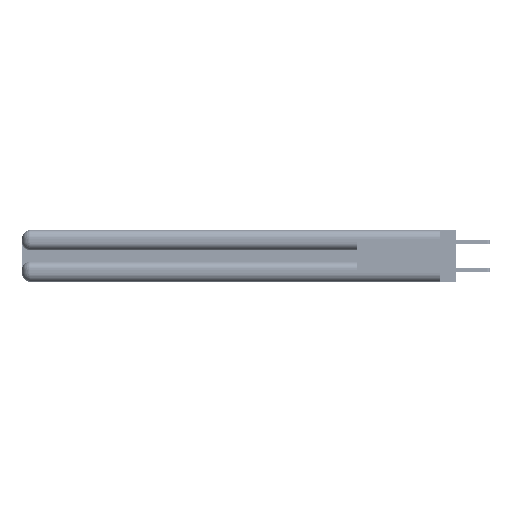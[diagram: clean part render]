
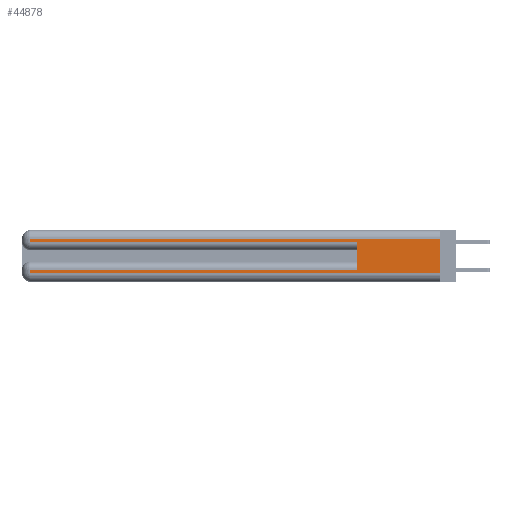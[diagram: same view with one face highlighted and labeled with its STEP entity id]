
A CAD part, left-side view. The second image highlights one B-rep face of the part: STEP entity #44878.
In plain terms, the highlighted planar face has unit normal (-1, 0, 0).
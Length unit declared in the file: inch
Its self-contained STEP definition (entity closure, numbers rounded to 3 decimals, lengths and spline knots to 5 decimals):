
#495 = LINE ( 'NONE', #19229, #16218 ) ;
#1619 = CARTESIAN_POINT ( 'NONE',  ( 0., 2.94, 0.285 ) ) ;
#1726 = VERTEX_POINT ( 'NONE', #12597 ) ;
#2158 = CARTESIAN_POINT ( 'NONE',  ( 0., 0., 0.285 ) ) ;
#2280 = DIRECTION ( 'NONE',  ( 0., 0., -1. ) ) ;
#5220 = EDGE_CURVE ( 'NONE', #6885, #8800, #495, .T. ) ;
#5347 = ORIENTED_EDGE ( 'NONE', *, *, #14534, .T. ) ;
#5384 = VECTOR ( 'NONE', #35499, 39.37008 ) ;
#5698 = LINE ( 'NONE', #37119, #32167 ) ;
#6508 = CARTESIAN_POINT ( 'NONE',  ( 0., 0., 0.37 ) ) ;
#6885 = VERTEX_POINT ( 'NONE', #36452 ) ;
#8588 = CARTESIAN_POINT ( 'NONE',  ( 0., 0., 0.37 ) ) ;
#8708 = VERTEX_POINT ( 'NONE', #24275 ) ;
#8800 = VERTEX_POINT ( 'NONE', #29761 ) ;
#9002 = ORIENTED_EDGE ( 'NONE', *, *, #18341, .T. ) ;
#10330 = ORIENTED_EDGE ( 'NONE', *, *, #40405, .T. ) ;
#12597 = CARTESIAN_POINT ( 'NONE',  ( 0., 0., 0.06 ) ) ;
#14420 = CARTESIAN_POINT ( 'NONE',  ( 0., 2.94, 0.37 ) ) ;
#14534 = EDGE_CURVE ( 'NONE', #20218, #8800, #35901, .T. ) ;
#15212 = EDGE_LOOP ( 'NONE', ( #51511, #9002, #30131, #5347, #25201, #32161, #10330, #49299 ) ) ;
#15745 = CARTESIAN_POINT ( 'NONE',  ( 0., 2.94, 0.37 ) ) ;
#15947 = CARTESIAN_POINT ( 'NONE',  ( 0., 2.94, 0.06 ) ) ;
#16218 = VECTOR ( 'NONE', #47196, 39.37008 ) ;
#17573 = LINE ( 'NONE', #20956, #22582 ) ;
#18005 = EDGE_CURVE ( 'NONE', #6885, #33644, #5698, .T. ) ;
#18341 = EDGE_CURVE ( 'NONE', #8708, #22243, #17573, .T. ) ;
#19229 = CARTESIAN_POINT ( 'NONE',  ( 0., 0.6, 0.145 ) ) ;
#20218 = VERTEX_POINT ( 'NONE', #1619 ) ;
#20956 = CARTESIAN_POINT ( 'NONE',  ( 0., 0., 0.31 ) ) ;
#21007 = DIRECTION ( 'NONE',  ( 0., -1., 0. ) ) ;
#21452 = LINE ( 'NONE', #14420, #37732 ) ;
#22243 = VERTEX_POINT ( 'NONE', #35668 ) ;
#22582 = VECTOR ( 'NONE', #38120, 39.37008 ) ;
#23146 = LINE ( 'NONE', #41260, #36937 ) ;
#24275 = CARTESIAN_POINT ( 'NONE',  ( 0., 0., 0.31 ) ) ;
#25201 = ORIENTED_EDGE ( 'NONE', *, *, #5220, .F. ) ;
#26062 = PLANE ( 'NONE',  #35827 ) ;
#27546 = EDGE_CURVE ( 'NONE', #8708, #1726, #47472, .T. ) ;
#29761 = CARTESIAN_POINT ( 'NONE',  ( 0., 0.6, 0.285 ) ) ;
#30131 = ORIENTED_EDGE ( 'NONE', *, *, #37815, .T. ) ;
#30462 = LINE ( 'NONE', #15745, #5384 ) ;
#30621 = DIRECTION ( 'NONE',  ( 1., 0., 0. ) ) ;
#32161 = ORIENTED_EDGE ( 'NONE', *, *, #18005, .T. ) ;
#32167 = VECTOR ( 'NONE', #48653, 39.37008 ) ;
#33644 = VERTEX_POINT ( 'NONE', #33941 ) ;
#33941 = CARTESIAN_POINT ( 'NONE',  ( 0., 2.94, 0.085 ) ) ;
#34667 = VECTOR ( 'NONE', #45874, 39.37008 ) ;
#35452 = EDGE_CURVE ( 'NONE', #50699, #1726, #23146, .T. ) ;
#35499 = DIRECTION ( 'NONE',  ( 0., 0., -1. ) ) ;
#35668 = CARTESIAN_POINT ( 'NONE',  ( 0., 2.94, 0.31 ) ) ;
#35827 = AXIS2_PLACEMENT_3D ( 'NONE', #6508, #30621, #2280 ) ;
#35901 = LINE ( 'NONE', #2158, #34667 ) ;
#36452 = CARTESIAN_POINT ( 'NONE',  ( 0., 0.6, 0.085 ) ) ;
#36937 = VECTOR ( 'NONE', #21007, 39.37008 ) ;
#37119 = CARTESIAN_POINT ( 'NONE',  ( 0., 0., 0.085 ) ) ;
#37732 = VECTOR ( 'NONE', #42509, 39.37008 ) ;
#37815 = EDGE_CURVE ( 'NONE', #22243, #20218, #30462, .T. ) ;
#38120 = DIRECTION ( 'NONE',  ( 0., 1., 0. ) ) ;
#39053 = FACE_OUTER_BOUND ( 'NONE', #15212, .T. ) ;
#40405 = EDGE_CURVE ( 'NONE', #33644, #50699, #21452, .T. ) ;
#41260 = CARTESIAN_POINT ( 'NONE',  ( 0., 0., 0.06 ) ) ;
#42509 = DIRECTION ( 'NONE',  ( 0., 0., -1. ) ) ;
#43890 = DIRECTION ( 'NONE',  ( 0., 0., -1. ) ) ;
#44878 = ADVANCED_FACE ( 'NONE', ( #39053 ), #26062, .F. ) ;
#44915 = VECTOR ( 'NONE', #43890, 39.37008 ) ;
#45874 = DIRECTION ( 'NONE',  ( 0., -1., 0. ) ) ;
#47196 = DIRECTION ( 'NONE',  ( 0., 0., 1. ) ) ;
#47472 = LINE ( 'NONE', #8588, #44915 ) ;
#48653 = DIRECTION ( 'NONE',  ( 0., 1., 0. ) ) ;
#49299 = ORIENTED_EDGE ( 'NONE', *, *, #35452, .T. ) ;
#50699 = VERTEX_POINT ( 'NONE', #15947 ) ;
#51511 = ORIENTED_EDGE ( 'NONE', *, *, #27546, .F. ) ;
